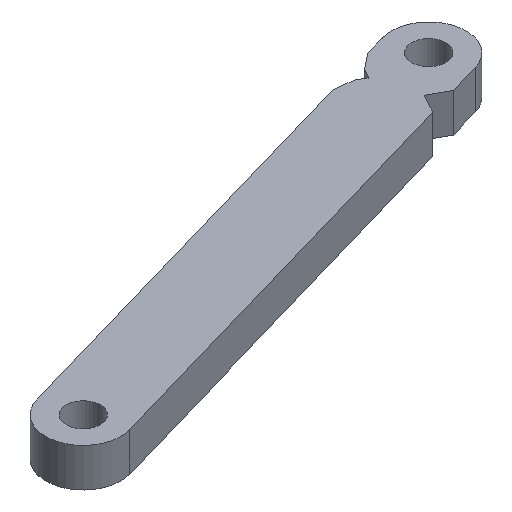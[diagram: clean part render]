
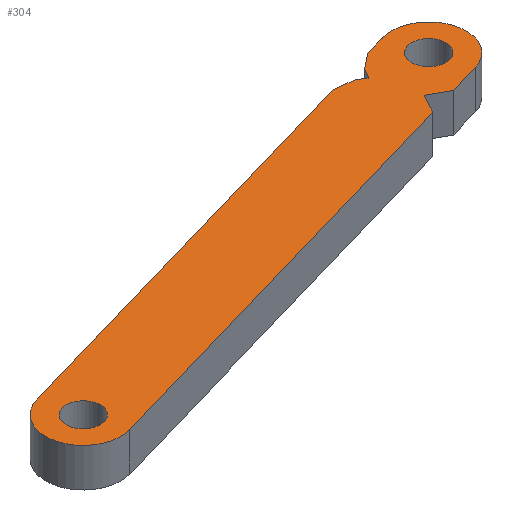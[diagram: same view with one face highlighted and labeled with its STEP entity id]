
A CAD part, isometric view. The second image highlights one B-rep face of the part: STEP entity #304.
In plain terms, the highlighted planar face has unit normal (0, 0, 1).
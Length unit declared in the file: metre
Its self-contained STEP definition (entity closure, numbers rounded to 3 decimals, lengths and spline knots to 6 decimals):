
#20=PLANE('',#341);
#28=LINE('',#442,#60);
#31=LINE('',#448,#63);
#34=LINE('',#454,#66);
#37=LINE('',#460,#69);
#41=LINE('',#472,#73);
#42=LINE('',#474,#74);
#48=LINE('',#487,#80);
#49=LINE('',#489,#81);
#52=LINE('',#505,#84);
#53=LINE('',#506,#85);
#60=VECTOR('',#359,1.);
#63=VECTOR('',#364,1.);
#66=VECTOR('',#369,1.);
#69=VECTOR('',#374,1.);
#73=VECTOR('',#386,1.);
#74=VECTOR('',#389,1.);
#80=VECTOR('',#397,1.);
#81=VECTOR('',#400,1.);
#84=VECTOR('',#417,1.);
#85=VECTOR('',#418,1.);
#132=ORIENTED_EDGE('',*,*,#200,.F.);
#133=ORIENTED_EDGE('',*,*,#196,.T.);
#134=ORIENTED_EDGE('',*,*,#204,.T.);
#135=ORIENTED_EDGE('',*,*,#197,.F.);
#136=ORIENTED_EDGE('',*,*,#170,.T.);
#137=ORIENTED_EDGE('',*,*,#174,.T.);
#138=ORIENTED_EDGE('',*,*,#177,.F.);
#139=ORIENTED_EDGE('',*,*,#180,.F.);
#140=ORIENTED_EDGE('',*,*,#183,.T.);
#141=ORIENTED_EDGE('',*,*,#186,.T.);
#142=ORIENTED_EDGE('',*,*,#189,.F.);
#143=ORIENTED_EDGE('',*,*,#205,.T.);
#144=ORIENTED_EDGE('',*,*,#190,.T.);
#145=ORIENTED_EDGE('',*,*,#202,.F.);
#170=EDGE_CURVE('',#211,#210,#237,.T.);
#174=EDGE_CURVE('',#210,#213,#28,.T.);
#177=EDGE_CURVE('',#215,#213,#31,.T.);
#180=EDGE_CURVE('',#217,#215,#34,.T.);
#183=EDGE_CURVE('',#217,#219,#37,.T.);
#186=EDGE_CURVE('',#219,#221,#239,.T.);
#189=EDGE_CURVE('',#223,#221,#41,.T.);
#190=EDGE_CURVE('',#224,#225,#42,.T.);
#196=EDGE_CURVE('',#225,#229,#48,.T.);
#197=EDGE_CURVE('',#211,#230,#49,.T.);
#200=EDGE_CURVE('',#232,#232,#240,.T.);
#202=EDGE_CURVE('',#234,#234,#242,.T.);
#204=EDGE_CURVE('',#229,#230,#52,.T.);
#205=EDGE_CURVE('',#223,#224,#53,.T.);
#210=VERTEX_POINT('',#433);
#211=VERTEX_POINT('',#435);
#213=VERTEX_POINT('',#441);
#215=VERTEX_POINT('',#447);
#217=VERTEX_POINT('',#453);
#219=VERTEX_POINT('',#459);
#221=VERTEX_POINT('',#465);
#223=VERTEX_POINT('',#471);
#224=VERTEX_POINT('',#475);
#225=VERTEX_POINT('',#476);
#229=VERTEX_POINT('',#486);
#230=VERTEX_POINT('',#490);
#232=VERTEX_POINT('',#496);
#234=VERTEX_POINT('',#501);
#237=CIRCLE('',#323,0.0035);
#239=CIRCLE('',#330,0.0035);
#240=CIRCLE('',#336,0.0016);
#242=CIRCLE('',#339,0.0016);
#258=EDGE_LOOP('',(#132));
#259=EDGE_LOOP('',(#133,#134,#135,#136,#137,#138,#139,#140,#141,#142,#143,
#144));
#260=EDGE_LOOP('',(#145));
#280=FACE_BOUND('',#258,.T.);
#281=FACE_BOUND('',#259,.T.);
#282=FACE_BOUND('',#260,.T.);
#304=ADVANCED_FACE('',(#280,#281,#282),#20,.T.);
#323=AXIS2_PLACEMENT_3D('',#434,#352,#353);
#330=AXIS2_PLACEMENT_3D('',#466,#380,#381);
#336=AXIS2_PLACEMENT_3D('',#495,#405,#406);
#339=AXIS2_PLACEMENT_3D('',#500,#411,#412);
#341=AXIS2_PLACEMENT_3D('',#504,#415,#416);
#352=DIRECTION('',(0.,0.,1.));
#353=DIRECTION('',(1.,0.,0.));
#359=DIRECTION('',(0.961,0.278,0.));
#364=DIRECTION('',(-0.483,-0.876,0.));
#369=DIRECTION('',(-0.876,0.483,0.));
#374=DIRECTION('',(0.961,0.278,0.));
#380=DIRECTION('',(0.,0.,1.));
#381=DIRECTION('',(1.,0.,0.));
#386=DIRECTION('',(0.961,0.278,0.));
#389=DIRECTION('',(-0.483,-0.876,0.));
#397=DIRECTION('',(-0.876,0.483,0.));
#400=DIRECTION('',(0.961,0.278,0.));
#405=DIRECTION('',(0.,0.,1.));
#406=DIRECTION('',(1.,0.,0.));
#411=DIRECTION('',(0.,0.,1.));
#412=DIRECTION('',(1.,0.,0.));
#415=DIRECTION('',(0.,0.,1.));
#416=DIRECTION('',(1.,0.,0.));
#417=DIRECTION('',(-0.994,0.111,0.));
#418=DIRECTION('',(-0.781,-0.625,0.));
#433=CARTESIAN_POINT('',(0.015973,0.056638,0.0036));
#434=CARTESIAN_POINT('',(0.015,0.06,0.0036));
#435=CARTESIAN_POINT('',(0.014027,0.063362,0.0036));
#441=CARTESIAN_POINT('',(0.055739,0.068152,0.0036));
#442=CARTESIAN_POINT('',(0.035856,0.062395,0.0036));
#447=CARTESIAN_POINT('',(0.056704,0.069904,0.0036));
#448=CARTESIAN_POINT('',(0.056221,0.069028,0.0036));
#453=CARTESIAN_POINT('',(0.058456,0.068938,0.0036));
#454=CARTESIAN_POINT('',(0.05758,0.069421,0.0036));
#459=CARTESIAN_POINT('',(0.061337,0.069773,0.0036));
#460=CARTESIAN_POINT('',(0.059897,0.069356,0.0036));
#465=CARTESIAN_POINT('',(0.059391,0.076497,0.0036));
#466=CARTESIAN_POINT('',(0.060364,0.073135,0.0036));
#471=CARTESIAN_POINT('',(0.057469,0.07594,0.0036));
#472=CARTESIAN_POINT('',(0.05795,0.076079,0.0036));
#474=CARTESIAN_POINT('',(0.056026,0.074786,0.0036));
#475=CARTESIAN_POINT('',(0.056026,0.074786,0.0036));
#476=CARTESIAN_POINT('',(0.055544,0.073911,0.0036));
#486=CARTESIAN_POINT('',(0.054668,0.074393,0.0036));
#487=CARTESIAN_POINT('',(0.054668,0.074393,0.0036));
#489=CARTESIAN_POINT('',(0.033909,0.069119,0.0036));
#490=CARTESIAN_POINT('',(0.052832,0.074598,0.0036));
#495=CARTESIAN_POINT('',(0.015,0.06,0.0036));
#496=CARTESIAN_POINT('',(0.0166,0.06,0.0036));
#500=CARTESIAN_POINT('',(0.060364,0.073135,0.0036));
#501=CARTESIAN_POINT('',(0.061964,0.073135,0.0036));
#504=CARTESIAN_POINT('',(-0.00275,0.,0.0036));
#505=CARTESIAN_POINT('',(0.006133,0.079796,0.0036));
#506=CARTESIAN_POINT('',(-0.016303,0.016948,0.0036));
